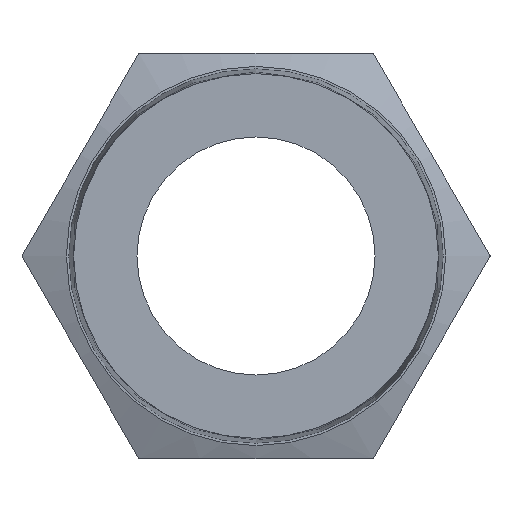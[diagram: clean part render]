
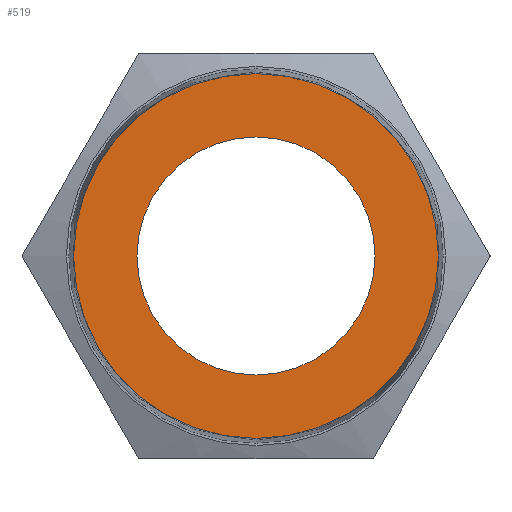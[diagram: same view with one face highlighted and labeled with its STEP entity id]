
A CAD part, left-side view. The second image highlights one B-rep face of the part: STEP entity #519.
In plain terms, the highlighted planar face has unit normal (-1, 0, 0).
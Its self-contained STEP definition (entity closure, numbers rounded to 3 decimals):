
#26=PLANE('',#596);
#105=FACE_BOUND('',#200,.T.);
#137=FACE_OUTER_BOUND('',#199,.T.);
#199=EDGE_LOOP('',(#450));
#200=EDGE_LOOP('',(#451));
#211=CIRCLE('',#533,13.5);
#230=CIRCLE('',#564,20.686);
#248=VERTEX_POINT('',#775);
#267=VERTEX_POINT('',#825);
#297=EDGE_CURVE('',#248,#248,#211,.T.);
#316=EDGE_CURVE('',#267,#267,#230,.T.);
#450=ORIENTED_EDGE('',*,*,#316,.T.);
#451=ORIENTED_EDGE('',*,*,#297,.F.);
#519=ADVANCED_FACE('',(#137,#105),#26,.F.);
#533=AXIS2_PLACEMENT_3D('',#776,#614,#615);
#564=AXIS2_PLACEMENT_3D('',#826,#676,#677);
#596=AXIS2_PLACEMENT_3D('',#933,#752,#753);
#614=DIRECTION('center_axis',(-1.,0.,0.));
#615=DIRECTION('ref_axis',(0.,0.,1.));
#676=DIRECTION('center_axis',(-1.,0.,0.));
#677=DIRECTION('ref_axis',(0.,0.,1.));
#752=DIRECTION('center_axis',(1.,0.,0.));
#753=DIRECTION('ref_axis',(0.,0.,-1.));
#775=CARTESIAN_POINT('',(0.,0.,13.5));
#776=CARTESIAN_POINT('Origin',(0.,0.,0.));
#825=CARTESIAN_POINT('',(0.,0.,-20.686));
#826=CARTESIAN_POINT('Origin',(0.,0.,0.));
#933=CARTESIAN_POINT('Origin',(0.,0.,0.));
